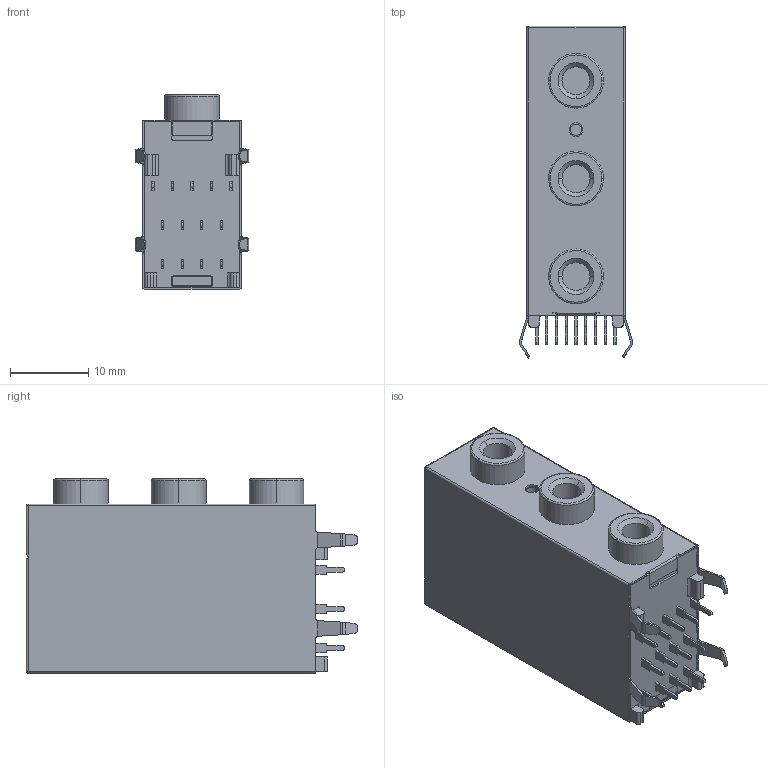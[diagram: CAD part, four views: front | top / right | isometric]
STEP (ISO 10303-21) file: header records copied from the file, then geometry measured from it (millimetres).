
FILE_DESCRIPTION (( 'STEP AP214' ), '1' );
FILE_NAME ('STX-4335-5BGP-S1.STEP', '2022-12-19T16:13:17', ( '' ), ( '' ), 'SwSTEP 2.0', 'SolidWorks 2022', '' );
FILE_SCHEMA (( 'AUTOMOTIVE_DESIGN' ));
Length unit declared in the file: millimetre
Products named in the file (1): STX-4335-5BGP-S1
Bounding box: 14.5 x 42.4 x 24.8 mm (x, y, z)
Volume: 9900.6 mm3; surface area: 4131.1 mm2
Topology: 1 solids, 1 shells, 312 faces, 828 edges, 536 vertices
Faces by surface type: plane 203, cylinder 93, bspline 10, cone 6
Entity records: 10627 total; most frequent: CARTESIAN_POINT 2073, ORIENTED_EDGE 1648, DIRECTION 1494, EDGE_CURVE 824, VECTOR 596, LINE 596, VERTEX_POINT 536, AXIS2_PLACEMENT_3D 449
